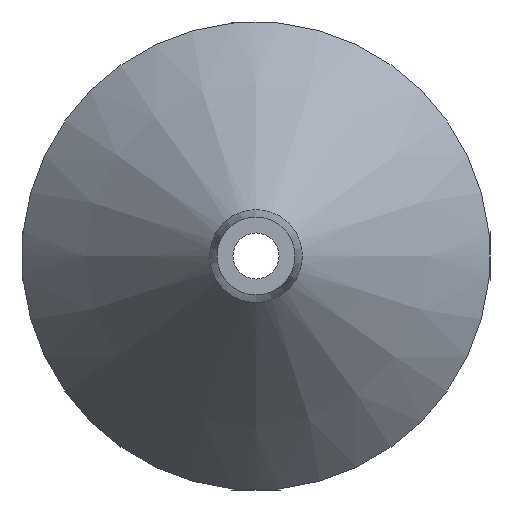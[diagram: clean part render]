
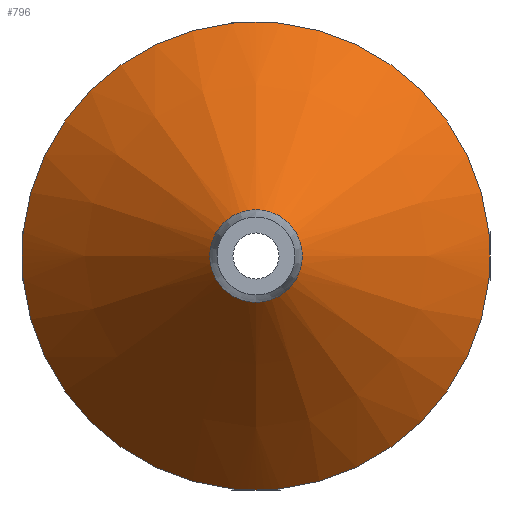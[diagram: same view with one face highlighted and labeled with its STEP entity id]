
A CAD part, front view. The second image highlights one B-rep face of the part: STEP entity #796.
In plain terms, the highlighted conical face has half-angle 40.732 degrees and reference radius 19.098 mm.
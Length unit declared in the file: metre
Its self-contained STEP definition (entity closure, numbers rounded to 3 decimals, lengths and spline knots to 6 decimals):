
#31=CONICAL_SURFACE('',#876,0.019098,0.711);
#177=ORIENTED_EDGE('',*,*,#381,.T.);
#178=ORIENTED_EDGE('',*,*,#380,.T.);
#179=ORIENTED_EDGE('',*,*,#382,.T.);
#180=ORIENTED_EDGE('',*,*,#383,.T.);
#181=ORIENTED_EDGE('',*,*,#374,.T.);
#182=ORIENTED_EDGE('',*,*,#384,.T.);
#183=ORIENTED_EDGE('',*,*,#385,.T.);
#184=ORIENTED_EDGE('',*,*,#365,.T.);
#185=ORIENTED_EDGE('',*,*,#386,.T.);
#186=ORIENTED_EDGE('',*,*,#387,.T.);
#187=ORIENTED_EDGE('',*,*,#371,.T.);
#188=ORIENTED_EDGE('',*,*,#388,.T.);
#189=ORIENTED_EDGE('',*,*,#389,.F.);
#365=EDGE_CURVE('',#467,#468,#541,.T.);
#371=EDGE_CURVE('',#474,#473,#544,.T.);
#374=EDGE_CURVE('',#477,#475,#545,.T.);
#380=EDGE_CURVE('',#480,#482,#548,.T.);
#381=EDGE_CURVE('',#483,#480,#549,.T.);
#382=EDGE_CURVE('',#482,#484,#550,.T.);
#383=EDGE_CURVE('',#484,#477,#551,.T.);
#384=EDGE_CURVE('',#475,#485,#552,.T.);
#385=EDGE_CURVE('',#485,#467,#553,.T.);
#386=EDGE_CURVE('',#468,#486,#554,.T.);
#387=EDGE_CURVE('',#486,#474,#555,.T.);
#388=EDGE_CURVE('',#473,#483,#556,.T.);
#389=EDGE_CURVE('',#487,#487,#557,.T.);
#467=VERTEX_POINT('',#1234);
#468=VERTEX_POINT('',#1235);
#473=VERTEX_POINT('',#1246);
#474=VERTEX_POINT('',#1248);
#475=VERTEX_POINT('',#1252);
#477=VERTEX_POINT('',#1255);
#480=VERTEX_POINT('',#1262);
#482=VERTEX_POINT('',#1266);
#483=VERTEX_POINT('',#1270);
#484=VERTEX_POINT('',#1272);
#485=VERTEX_POINT('',#1275);
#486=VERTEX_POINT('',#1278);
#487=VERTEX_POINT('',#1282);
#541=CIRCLE('',#865,0.096598);
#544=CIRCLE('',#869,0.096598);
#545=CIRCLE('',#871,0.096598);
#548=CIRCLE('',#875,0.096598);
#549=CIRCLE('',#877,0.096598);
#550=CIRCLE('',#878,0.096598);
#551=CIRCLE('',#879,0.096598);
#552=CIRCLE('',#880,0.096598);
#553=CIRCLE('',#881,0.096598);
#554=CIRCLE('',#882,0.096598);
#555=CIRCLE('',#883,0.096598);
#556=CIRCLE('',#884,0.096598);
#557=CIRCLE('',#885,0.019098);
#588=EDGE_LOOP('',(#177,#178,#179,#180,#181,#182,#183,#184,#185,#186,#187,
#188));
#589=EDGE_LOOP('',(#189));
#670=FACE_BOUND('',#588,.T.);
#671=FACE_BOUND('',#589,.T.);
#796=ADVANCED_FACE('',(#670,#671),#31,.T.);
#865=AXIS2_PLACEMENT_3D('',#1233,#970,#971);
#869=AXIS2_PLACEMENT_3D('',#1247,#981,#982);
#871=AXIS2_PLACEMENT_3D('',#1254,#987,#988);
#875=AXIS2_PLACEMENT_3D('',#1267,#998,#999);
#876=AXIS2_PLACEMENT_3D('',#1268,#1000,#1001);
#877=AXIS2_PLACEMENT_3D('',#1269,#1002,#1003);
#878=AXIS2_PLACEMENT_3D('',#1271,#1004,#1005);
#879=AXIS2_PLACEMENT_3D('',#1273,#1006,#1007);
#880=AXIS2_PLACEMENT_3D('',#1274,#1008,#1009);
#881=AXIS2_PLACEMENT_3D('',#1276,#1010,#1011);
#882=AXIS2_PLACEMENT_3D('',#1277,#1012,#1013);
#883=AXIS2_PLACEMENT_3D('',#1279,#1014,#1015);
#884=AXIS2_PLACEMENT_3D('',#1280,#1016,#1017);
#885=AXIS2_PLACEMENT_3D('',#1281,#1018,#1019);
#970=DIRECTION('',(0.,-1.,0.));
#971=DIRECTION('',(0.,0.,-1.));
#981=DIRECTION('',(0.,-1.,0.));
#982=DIRECTION('',(0.,0.,-1.));
#987=DIRECTION('',(0.,-1.,0.));
#988=DIRECTION('',(0.,0.,-1.));
#998=DIRECTION('',(0.,-1.,0.));
#999=DIRECTION('',(0.,0.,-1.));
#1000=DIRECTION('',(0.,1.,0.));
#1001=DIRECTION('',(0.,0.,1.));
#1002=DIRECTION('',(0.,-1.,0.));
#1003=DIRECTION('',(0.,0.,-1.));
#1004=DIRECTION('',(0.,-1.,0.));
#1005=DIRECTION('',(0.,0.,-1.));
#1006=DIRECTION('',(0.,-1.,0.));
#1007=DIRECTION('',(0.,0.,-1.));
#1008=DIRECTION('',(0.,-1.,0.));
#1009=DIRECTION('',(0.,0.,-1.));
#1010=DIRECTION('',(0.,-1.,0.));
#1011=DIRECTION('',(0.,0.,-1.));
#1012=DIRECTION('',(0.,-1.,0.));
#1013=DIRECTION('',(0.,0.,-1.));
#1014=DIRECTION('',(0.,-1.,0.));
#1015=DIRECTION('',(0.,0.,-1.));
#1016=DIRECTION('',(0.,-1.,0.));
#1017=DIRECTION('',(0.,0.,-1.));
#1018=DIRECTION('',(0.,-1.,0.));
#1019=DIRECTION('',(0.,0.,-1.));
#1233=CARTESIAN_POINT('',(0.,0.09,0.));
#1234=CARTESIAN_POINT('',(-0.01,0.09,0.096079));
#1235=CARTESIAN_POINT('',(-0.096079,0.09,0.01));
#1246=CARTESIAN_POINT('',(-0.01,0.09,-0.096079));
#1247=CARTESIAN_POINT('',(0.,0.09,0.));
#1248=CARTESIAN_POINT('',(-0.096079,0.09,-0.01));
#1252=CARTESIAN_POINT('',(0.01,0.09,0.096079));
#1254=CARTESIAN_POINT('',(0.,0.09,0.));
#1255=CARTESIAN_POINT('',(0.096079,0.09,0.01));
#1262=CARTESIAN_POINT('',(0.01,0.09,-0.096079));
#1266=CARTESIAN_POINT('',(0.096079,0.09,-0.01));
#1267=CARTESIAN_POINT('',(0.,0.09,0.));
#1268=CARTESIAN_POINT('',(0.,0.,0.));
#1269=CARTESIAN_POINT('',(0.,0.09,0.));
#1270=CARTESIAN_POINT('',(0.,0.09,-0.096598));
#1271=CARTESIAN_POINT('',(0.,0.09,0.));
#1272=CARTESIAN_POINT('',(0.096598,0.09,0.));
#1273=CARTESIAN_POINT('',(0.,0.09,0.));
#1274=CARTESIAN_POINT('',(0.,0.09,0.));
#1275=CARTESIAN_POINT('',(0.,0.09,0.096598));
#1276=CARTESIAN_POINT('',(0.,0.09,0.));
#1277=CARTESIAN_POINT('',(0.,0.09,0.));
#1278=CARTESIAN_POINT('',(-0.096598,0.09,0.));
#1279=CARTESIAN_POINT('',(0.,0.09,0.));
#1280=CARTESIAN_POINT('',(0.,0.09,0.));
#1281=CARTESIAN_POINT('',(0.,0.,0.));
#1282=CARTESIAN_POINT('',(0.,0.,-0.019098));
